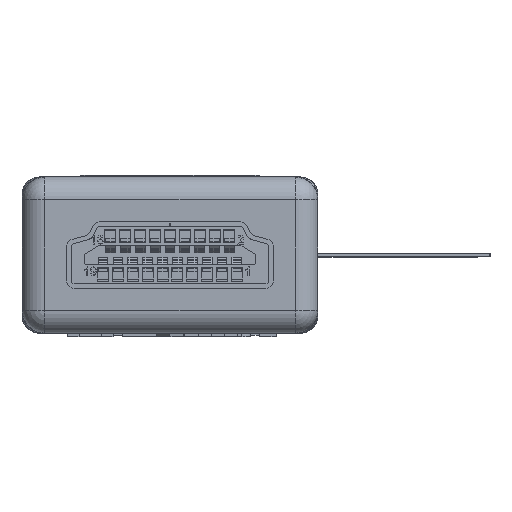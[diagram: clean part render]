
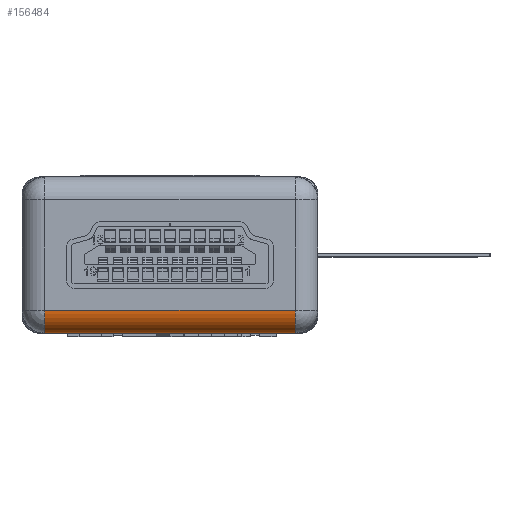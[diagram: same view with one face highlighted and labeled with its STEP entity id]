
A CAD part, left-side view. The second image highlights one B-rep face of the part: STEP entity #156484.
In plain terms, the highlighted cylindrical face has radius 1.524 mm (diameter 3.048 mm), a partial arc.
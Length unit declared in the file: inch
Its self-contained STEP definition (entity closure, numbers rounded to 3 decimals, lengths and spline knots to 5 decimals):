
#11075 = DIRECTION ( 'NONE',  ( 0., 0., 1. ) ) ;
#12028 = VERTEX_POINT ( 'NONE', #78816 ) ;
#13574 = EDGE_CURVE ( 'NONE', #47855, #109171, #150408, .T. ) ;
#15118 = ORIENTED_EDGE ( 'NONE', *, *, #13574, .F. ) ;
#15481 = CIRCLE ( 'NONE', #166026, 0.06 ) ;
#15699 = ORIENTED_EDGE ( 'NONE', *, *, #25404, .F. ) ;
#25404 = EDGE_CURVE ( 'NONE', #92825, #12028, #90670, .T. ) ;
#31296 = CARTESIAN_POINT ( 'NONE',  ( 0.33173, 0.9, -0.14669 ) ) ;
#37788 = CYLINDRICAL_SURFACE ( 'NONE', #73138, 0.06 ) ;
#44006 = CARTESIAN_POINT ( 'NONE',  ( 0.33173, 0.84, -0.14669 ) ) ;
#47855 = VERTEX_POINT ( 'NONE', #31296 ) ;
#51153 = FACE_OUTER_BOUND ( 'NONE', #98768, .T. ) ;
#59145 = DIRECTION ( 'NONE',  ( 0., 0., -1. ) ) ;
#65099 = VECTOR ( 'NONE', #95234, 39.37008 ) ;
#73138 = AXIS2_PLACEMENT_3D ( 'NONE', #146342, #119594, #160525 ) ;
#73648 = AXIS2_PLACEMENT_3D ( 'NONE', #44006, #164129, #59145 ) ;
#77891 = DIRECTION ( 'NONE',  ( -1., 0., 0. ) ) ;
#78816 = CARTESIAN_POINT ( 'NONE',  ( 0.33173, 0.84, -0.20669 ) ) ;
#82937 = CARTESIAN_POINT ( 'NONE',  ( -0.33173, 0.84, -0.20669 ) ) ;
#90670 = LINE ( 'NONE', #144078, #126517 ) ;
#92825 = VERTEX_POINT ( 'NONE', #82937 ) ;
#95234 = DIRECTION ( 'NONE',  ( -1., 0., 0. ) ) ;
#98768 = EDGE_LOOP ( 'NONE', ( #169397, #15699, #174097, #15118 ) ) ;
#103650 = CARTESIAN_POINT ( 'NONE',  ( -0.33173, 0.84, -0.14669 ) ) ;
#104850 = CIRCLE ( 'NONE', #73648, 0.06 ) ;
#109171 = VERTEX_POINT ( 'NONE', #120277 ) ;
#115167 = EDGE_CURVE ( 'NONE', #47855, #12028, #104850, .T. ) ;
#119594 = DIRECTION ( 'NONE',  ( 1., 0., 0. ) ) ;
#120277 = CARTESIAN_POINT ( 'NONE',  ( -0.33173, 0.9, -0.14669 ) ) ;
#124312 = EDGE_CURVE ( 'NONE', #109171, #92825, #15481, .T. ) ;
#126517 = VECTOR ( 'NONE', #131607, 39.37008 ) ;
#131607 = DIRECTION ( 'NONE',  ( 1., 0., 0. ) ) ;
#144078 = CARTESIAN_POINT ( 'NONE',  ( 0.39173, 0.84, -0.20669 ) ) ;
#146342 = CARTESIAN_POINT ( 'NONE',  ( -0.39173, 0.84, -0.14669 ) ) ;
#150408 = LINE ( 'NONE', #162847, #65099 ) ;
#156484 = ADVANCED_FACE ( 'NONE', ( #51153 ), #37788, .T. ) ;
#160525 = DIRECTION ( 'NONE',  ( 0., 0., -1. ) ) ;
#162847 = CARTESIAN_POINT ( 'NONE',  ( -0.39173, 0.9, -0.14669 ) ) ;
#164129 = DIRECTION ( 'NONE',  ( -1., 0., 0. ) ) ;
#166026 = AXIS2_PLACEMENT_3D ( 'NONE', #103650, #77891, #11075 ) ;
#169397 = ORIENTED_EDGE ( 'NONE', *, *, #115167, .T. ) ;
#174097 = ORIENTED_EDGE ( 'NONE', *, *, #124312, .F. ) ;
